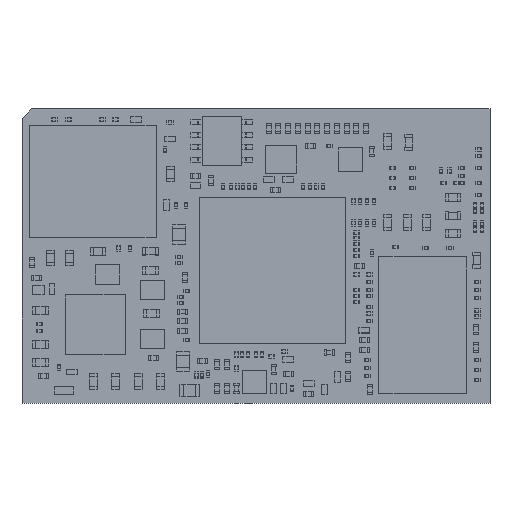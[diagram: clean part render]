
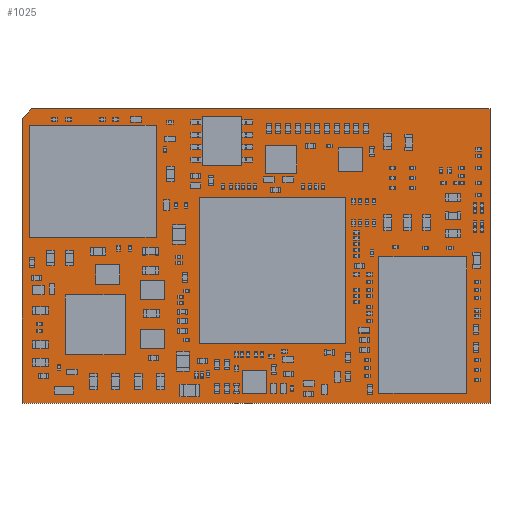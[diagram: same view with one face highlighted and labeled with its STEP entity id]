
A CAD part, top view. The second image highlights one B-rep face of the part: STEP entity #1025.
In plain terms, the highlighted planar face has unit normal (0, 0, 1).
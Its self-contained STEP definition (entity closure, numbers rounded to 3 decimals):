
#864 = VERTEX_POINT('',#865);
#865 = CARTESIAN_POINT('',(-24.,-15.1,2.085));
#871 = EDGE_CURVE('',#864,#872,#874,.T.);
#872 = VERTEX_POINT('',#873);
#873 = CARTESIAN_POINT('',(-24.,14.1,2.085));
#874 = LINE('',#875,#876);
#875 = CARTESIAN_POINT('',(-24.,-15.1,2.085));
#876 = VECTOR('',#877,1.);
#877 = DIRECTION('',(0.,1.,0.));
#902 = EDGE_CURVE('',#872,#903,#905,.T.);
#903 = VERTEX_POINT('',#904);
#904 = CARTESIAN_POINT('',(-23.,15.1,2.085));
#905 = LINE('',#906,#907);
#906 = CARTESIAN_POINT('',(-24.,14.1,2.085));
#907 = VECTOR('',#908,1.);
#908 = DIRECTION('',(0.707,0.707,0.));
#933 = EDGE_CURVE('',#903,#934,#936,.T.);
#934 = VERTEX_POINT('',#935);
#935 = CARTESIAN_POINT('',(24.,15.1,2.085));
#936 = LINE('',#937,#938);
#937 = CARTESIAN_POINT('',(-23.,15.1,2.085));
#938 = VECTOR('',#939,1.);
#939 = DIRECTION('',(1.,0.,0.));
#964 = EDGE_CURVE('',#934,#965,#967,.T.);
#965 = VERTEX_POINT('',#966);
#966 = CARTESIAN_POINT('',(24.,-15.1,2.085));
#967 = LINE('',#968,#969);
#968 = CARTESIAN_POINT('',(24.,15.1,2.085));
#969 = VECTOR('',#970,1.);
#970 = DIRECTION('',(0.,-1.,0.));
#995 = EDGE_CURVE('',#965,#864,#996,.T.);
#996 = LINE('',#997,#998);
#997 = CARTESIAN_POINT('',(24.,-15.1,2.085));
#998 = VECTOR('',#999,1.);
#999 = DIRECTION('',(-1.,0.,0.));
#1025 = ADVANCED_FACE('',(#1026),#1033,.T.);
#1026 = FACE_BOUND('',#1027,.F.);
#1027 = EDGE_LOOP('',(#1028,#1029,#1030,#1031,#1032));
#1028 = ORIENTED_EDGE('',*,*,#871,.T.);
#1029 = ORIENTED_EDGE('',*,*,#902,.T.);
#1030 = ORIENTED_EDGE('',*,*,#933,.T.);
#1031 = ORIENTED_EDGE('',*,*,#964,.T.);
#1032 = ORIENTED_EDGE('',*,*,#995,.T.);
#1033 = PLANE('',#1034);
#1034 = AXIS2_PLACEMENT_3D('',#1035,#1036,#1037);
#1035 = CARTESIAN_POINT('',(-24.,-15.1,2.085));
#1036 = DIRECTION('',(0.,0.,1.));
#1037 = DIRECTION('',(1.,0.,0.));
